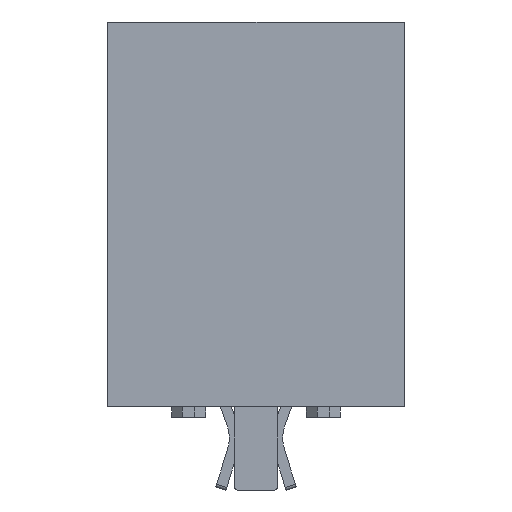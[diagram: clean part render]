
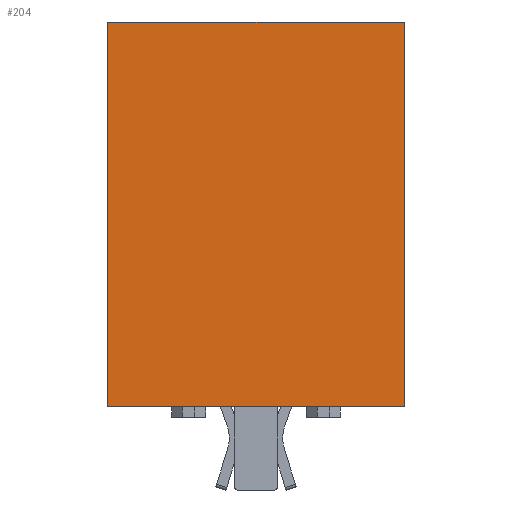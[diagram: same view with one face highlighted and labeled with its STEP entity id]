
A CAD part, front view. The second image highlights one B-rep face of the part: STEP entity #204.
In plain terms, the highlighted planar face has unit normal (0, -1, 0).
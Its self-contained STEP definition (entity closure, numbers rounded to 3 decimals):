
#204 = ADVANCED_FACE( '', ( #510 ), #511, .F. );
#510 = FACE_OUTER_BOUND( '', #929, .T. );
#511 = PLANE( '', #930 );
#929 = EDGE_LOOP( '', ( #1482, #1483, #1484, #1485 ) );
#930 = AXIS2_PLACEMENT_3D( '', #1486, #1487, #1488 );
#1482 = ORIENTED_EDGE( '', *, *, #2597, .F. );
#1483 = ORIENTED_EDGE( '', *, *, #2598, .F. );
#1484 = ORIENTED_EDGE( '', *, *, #2532, .F. );
#1485 = ORIENTED_EDGE( '', *, *, #2599, .F. );
#1486 = CARTESIAN_POINT( '', ( 0., -2.54, 0. ) );
#1487 = DIRECTION( '', ( 0., 1., 0. ) );
#1488 = DIRECTION( '', ( 0., 0., 1. ) );
#2532 = EDGE_CURVE( '', #3043, #3045, #3046, .T. );
#2597 = EDGE_CURVE( '', #3153, #3154, #3155, .T. );
#2598 = EDGE_CURVE( '', #3045, #3153, #3156, .T. );
#2599 = EDGE_CURVE( '', #3154, #3043, #3157, .T. );
#3043 = VERTEX_POINT( '', #3777 );
#3045 = VERTEX_POINT( '', #3780 );
#3046 = LINE( '', #3781, #3782 );
#3153 = VERTEX_POINT( '', #3936 );
#3154 = VERTEX_POINT( '', #3937 );
#3155 = LINE( '', #3938, #3939 );
#3156 = LINE( '', #3940, #3941 );
#3157 = LINE( '', #3942, #3943 );
#3777 = CARTESIAN_POINT( '', ( 2.79, -2.54, 3.62 ) );
#3780 = CARTESIAN_POINT( '', ( 2.79, -2.54, -3.62 ) );
#3781 = CARTESIAN_POINT( '', ( 2.79, -2.54, 3.62 ) );
#3782 = VECTOR( '', #4708, 1000. );
#3936 = CARTESIAN_POINT( '', ( -2.79, -2.54, -3.62 ) );
#3937 = CARTESIAN_POINT( '', ( -2.79, -2.54, 3.62 ) );
#3938 = CARTESIAN_POINT( '', ( -2.79, -2.54, -3.62 ) );
#3939 = VECTOR( '', #4771, 1000. );
#3940 = CARTESIAN_POINT( '', ( 2.79, -2.54, -3.62 ) );
#3941 = VECTOR( '', #4772, 1000. );
#3942 = CARTESIAN_POINT( '', ( -2.79, -2.54, 3.62 ) );
#3943 = VECTOR( '', #4773, 1000. );
#4708 = DIRECTION( '', ( 0., 0., -1. ) );
#4771 = DIRECTION( '', ( 0., 0., 1. ) );
#4772 = DIRECTION( '', ( -1., 0., 0. ) );
#4773 = DIRECTION( '', ( 1., 0., 0. ) );
